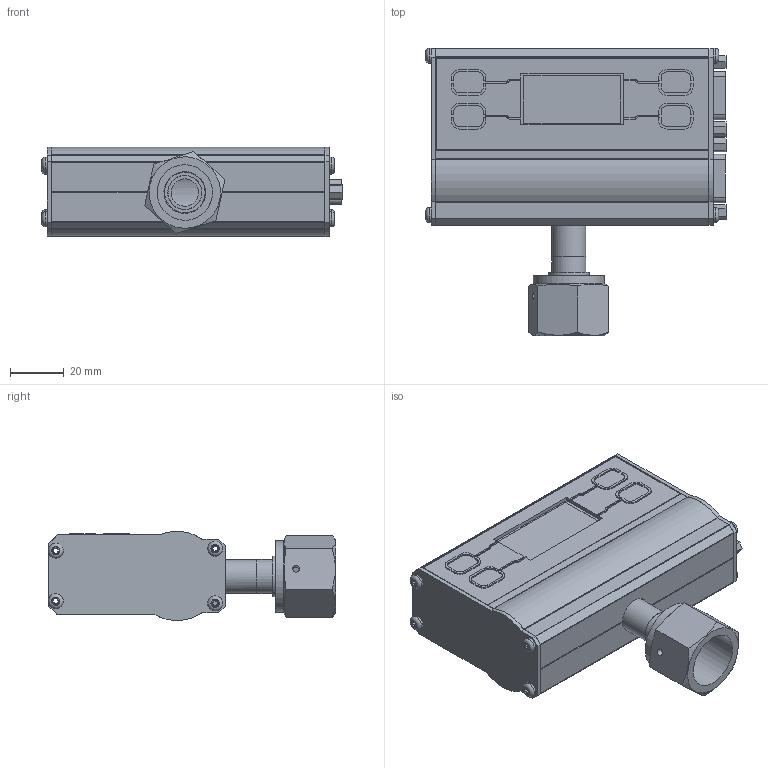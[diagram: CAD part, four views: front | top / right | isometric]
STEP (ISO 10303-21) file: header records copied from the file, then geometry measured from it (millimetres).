
FILE_DESCRIPTION (( 'STEP AP214' ), '1' );
FILE_NAME ('3PE5-01E-B7F5 PGE500 Pirani Gauge Enhanced - 8 VCR female.STEP', '2016-10-05T22:00:48', ( '' ), ( '' ), 'SwSTEP 2.0', 'SolidWorks 2013', '' );
FILE_SCHEMA (( 'AUTOMOTIVE_DESIGN' ));
Length unit declared in the file: inch
Products named in the file (1): 3PE5-01E-B7F5 PGE500 Pirani Gauge Enhanced - 8 VCR female
Bounding box: 111.51 x 106.81 x 33.08 mm (x, y, z)
Surface area: 41759.3 mm2 (no closed solid volume)
Topology: 0 solids, 31 shells, 560 faces, 1679 edges, 1153 vertices
Faces by surface type: plane 282, cylinder 244, torus 32, cone 2
Full cylindrical faces by diameter (mm): 0.75 x15, 0.965 x9, 2.54 x6, 2.794 x1, 5.588 x8, 12.573 x1, 12.7 x1, 15.062 x1, 15.494 x1, 20.625 x1, 26.416 x2, 29.083 x1
Entity records: 26003 total; most frequent: CARTESIAN_POINT 3642, DIRECTION 3351, ORIENTED_EDGE 2720, EDGE_CURVE 1575, AXIS2_PLACEMENT_3D 1242, VERTEX_POINT 1130, VECTOR 867, LINE 867
